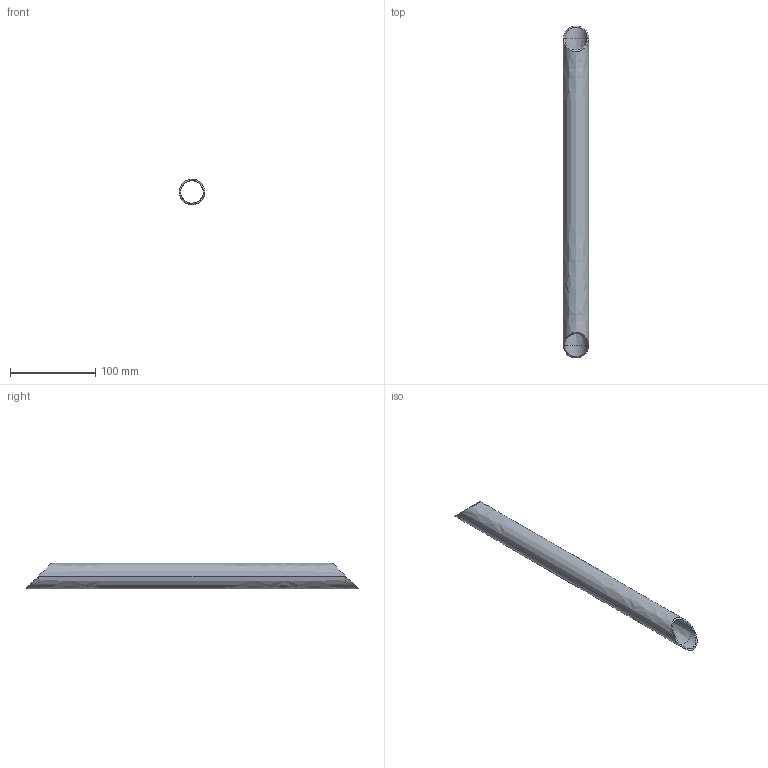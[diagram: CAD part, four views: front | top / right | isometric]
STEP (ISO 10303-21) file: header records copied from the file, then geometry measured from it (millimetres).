
FILE_DESCRIPTION(('CATIA V5 STEP Exchange'),'2;1');
FILE_NAME('103.stp','2018-12-01T17:00:28+00:00',('none'),('none'),'CATIA Version 5 Release 19 SP 2 (IN-10)','CATIA V5 STEP AP203','none');
FILE_SCHEMA(('CONFIG_CONTROL_DESIGN'));
Length unit declared in the file: millimetre
Products named in the file (1): Shape_713
Bounding box: 30 x 389.99 x 30 mm (x, y, z)
Volume: 48349.3 mm3; surface area: 64845.3 mm2
Topology: 1 solids, 1 shells, 10 faces, 16 edges, 8 vertices
Faces by surface type: bspline 4, cylinder 4, plane 2
Entity records: 603 total; most frequent: CARTESIAN_POINT 437, ORIENTED_EDGE 32, EDGE_CURVE 16, EDGE_LOOP 12, ADVANCED_FACE 10, FACE_OUTER_BOUND 10, DIRECTION 9, B_SPLINE_CURVE_WITH_KNOTS 8
